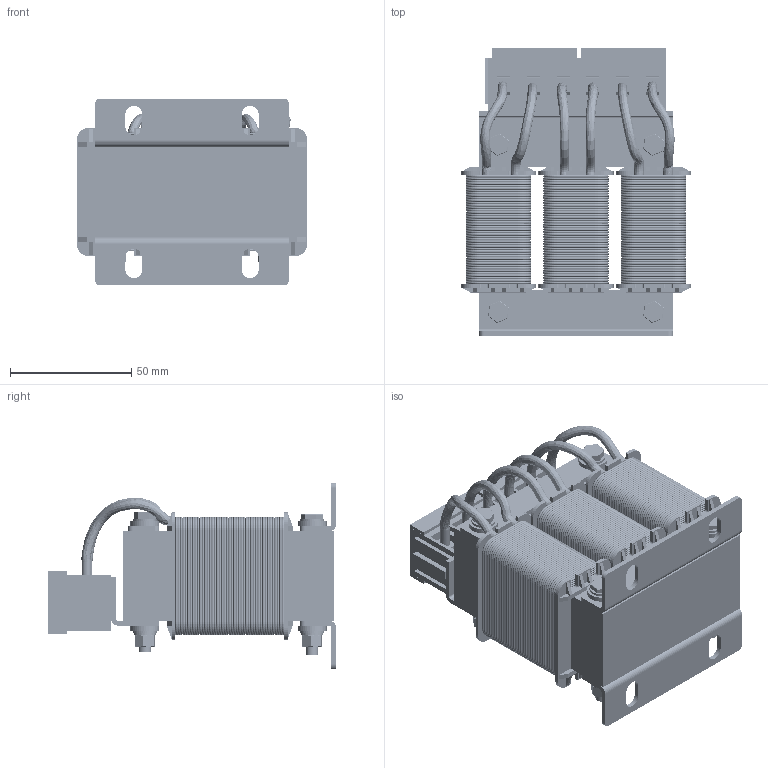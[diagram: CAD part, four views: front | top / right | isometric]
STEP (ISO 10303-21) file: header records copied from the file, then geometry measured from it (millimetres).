
FILE_DESCRIPTION (( 'STEP AP214' ), '1' );
FILE_NAME ('3D ìîäåëü ÐÌÒ-002-À.STEP', '2020-12-21T09:18:49', ( '' ), ( '' ), 'SwSTEP 2.0', 'SolidWorks 2015', '' );
FILE_SCHEMA (( 'AUTOMOTIVE_DESIGN' ));
Length unit declared in the file: millimetre
Products named in the file (22): Êàòóøêà â ñáîðå_00; ﾘ琺矜 5 DIN 125_丐ｩ｡ 5 DIN 125; Øàéáà ïðóæèííàÿ 5 DIN 127_˜ ©¡  ¯àã¦¨­­ ï 5 DIN 127; Èçîëÿòîð_00; Êëåììà_3õ12,5_00; 忺覷齆趌00; Äåòàëü2^3D ìîäåëü ÐÌÒ-002-À; Øàéáà ïëàñòèêîâàÿ_00; Êðîíøòåéí óãëîâîé_00; Çåðêàëüíî îòðàçèòüÄåòàëü1^3D ìîäåëü ÐÌÒ-002-À; 砑僔蠂縺_00; 3D ìîäåëü ÐÌÒ-002-À; 栫謱毿膻獥00; 署赅 觌屐禧_00; Êðîíøòåéí äëÿ êëåììû_00; Ãàéêà Ì5 DIN 934_ƒ ©ª  Œ5 DIN 934; Çåðêàëüíî îòðàçèòüÄåòàëü3^3D ìîäåëü ÐÌÒ-002-À; Äåòàëü3^3D ìîäåëü ÐÌÒ-002-À; Âèíò Ì5õ55_00; Äåòàëü1^3D ìîäåëü ÐÌÒ-002-À; Çåðêàëüíî îòðàçèòüÄåòàëü2^3D ìîäåëü ÐÌÒ-002-À
Assembly tree (49 placements, depth 3):
  3D ìîäåëü ÐÌÒ-002-À
    栫謱毿膻獥00
    Êàòóøêà â ñáîðå_00  x3
      忺覷齆趌00
      Èçîëÿòîð_00
    Êðîíøòåéí óãëîâîé_00  x2
    砑僔蠂縺_00
    Êðîíøòåéí äëÿ êëåììû_00
    Øàéáà ïëàñòèêîâàÿ_00  x8
    ﾘ琺矜 5 DIN 125_丐ｩ｡ 5 DIN 125  x8
    Øàéáà ïðóæèííàÿ 5 DIN 127_˜ ©¡  ¯àã¦¨­­ ï 5 DIN 127  x4
    Ãàéêà Ì5 DIN 934_ƒ ©ª  Œ5 DIN 934  x4
    Âèíò Ì5õ55_00  x4
    Êëåììà_3õ12,5_00  x2
      Êëåììà_3õ12,5_00
      署赅 觌屐禧_00
    Äåòàëü1^3D ìîäåëü ÐÌÒ-002-À
    Äåòàëü2^3D ìîäåëü ÐÌÒ-002-À
    Äåòàëü3^3D ìîäåëü ÐÌÒ-002-À
    Çåðêàëüíî îòðàçèòüÄåòàëü1^3D ìîäåëü ÐÌÒ-002-À
    Çåðêàëüíî îòðàçèòüÄåòàëü2^3D ìîäåëü ÐÌÒ-002-À
    Çåðêàëüíî îòðàçèòüÄåòàëü3^3D ìîäåëü ÐÌÒ-002-À
Bounding box: 95 x 119.1 x 77 mm (x, y, z)
Volume: 358420.9 mm3; surface area: 216981.1 mm2
Topology: 85 solids, 85 shells, 4178 faces, 9160 edges, 5158 vertices
Faces by surface type: cylinder 1760, plane 1178, torus 1160, cone 68, bspline 12
Full cylindrical faces by diameter (mm): 1 x150, 3 x4, 4.2 x4, 5 x8, 5.3 x8, 5.5 x24, 7 x12, 7.5 x12, 10 x8, 12 x8
Entity records: 55066 total; most frequent: CARTESIAN_POINT 8594, DIRECTION 7266, ORIENTED_EDGE 6098, EDGE_CURVE 3049, AXIS2_PLACEMENT_3D 2867, VERTEX_POINT 1805, EDGE_LOOP 1668, FACE_OUTER_BOUND 1581
